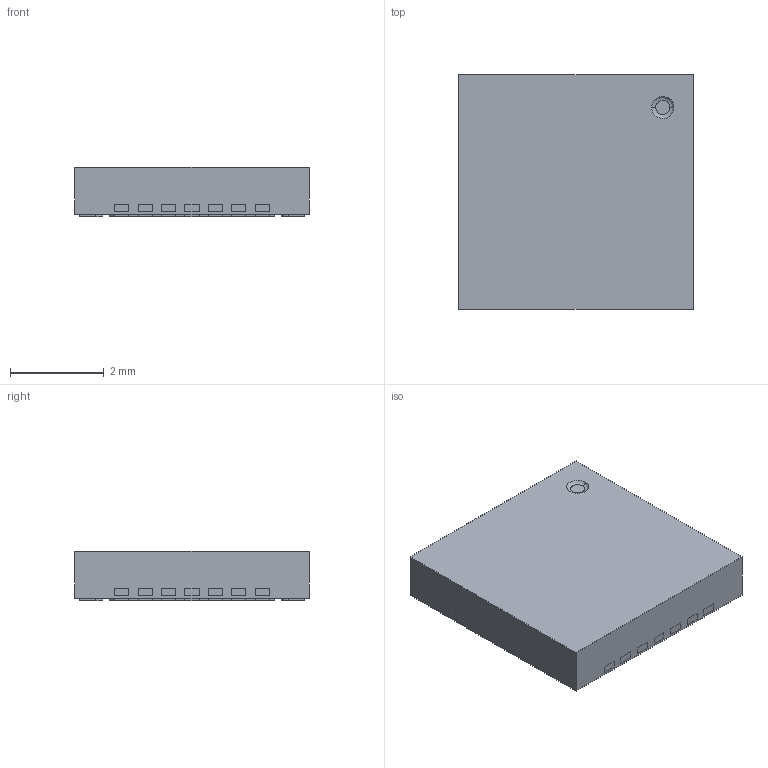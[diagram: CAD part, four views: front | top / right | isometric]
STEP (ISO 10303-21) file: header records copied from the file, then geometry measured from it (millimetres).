
FILE_DESCRIPTION(/* description */ (''),/* implementation_level */ '2;1');
FILE_NAME(/* name */ 'QFN-25~1',/* time_stamp */ '2013-06-12T22:29:24+02:00',/* author */ (''),/* organization */ (''),/* preprocessor_version */ 'ST-DEVELOPER v14',/* originating_system */ '',/* authorisation */ '');
FILE_SCHEMA (('AUTOMOTIVE_DESIGN'));
Length unit declared in the file: millimetre
Products named in the file (1): Document
Bounding box: 5 x 5 x 1.05 mm (x, y, z)
Volume: 25.7 mm3; surface area: 134.7 mm2
Topology: 58 solids, 58 shells, 501 faces, 1069 edges, 713 vertices
Faces by surface type: plane 387, bspline 114
Entity records: 24416 total; most frequent: CARTESIAN_POINT 9127, B_SPLINE_CURVE_WITH_KNOTS 2639, ORIENTED_EDGE 2136, PCURVE 2136, DEFINITIONAL_REPRESENTATION 2136, SURFACE_CURVE 1068, EDGE_CURVE 1068, VERTEX_POINT 712
